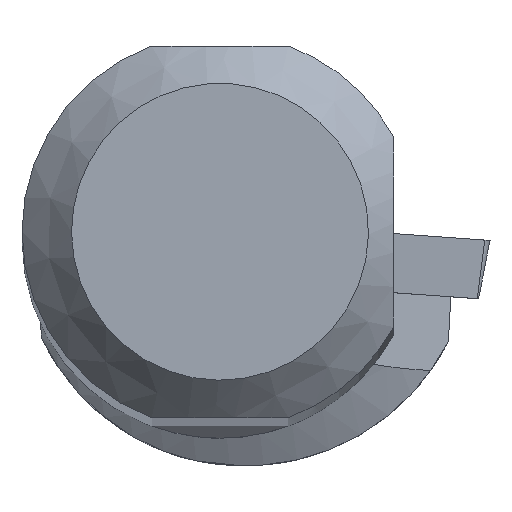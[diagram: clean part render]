
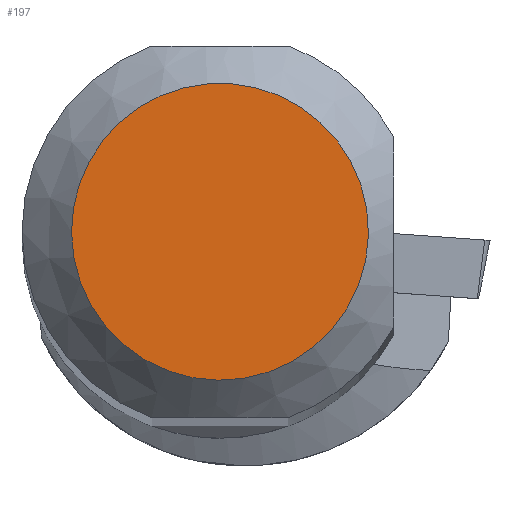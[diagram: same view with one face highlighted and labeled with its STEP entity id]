
A CAD part, top view. The second image highlights one B-rep face of the part: STEP entity #197.
In plain terms, the highlighted planar face has unit normal (0, 0, 1).
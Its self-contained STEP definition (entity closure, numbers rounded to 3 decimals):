
#155=FACE_OUTER_BOUND('',#387,.T.);
#197=ADVANCED_FACE('',(#155),#228,.T.);
#228=PLANE('',#1006);
#387=EDGE_LOOP('',(#554));
#554=ORIENTED_EDGE('',*,*,#805,.F.);
#705=VERTEX_POINT('',#1676);
#805=EDGE_CURVE('',#705,#705,#847,.T.);
#847=CIRCLE('',#1005,5.993);
#1005=AXIS2_PLACEMENT_3D('',#1675,#1212,#1213);
#1006=AXIS2_PLACEMENT_3D('',#1677,#1214,#1215);
#1212=DIRECTION('',(0.,0.,-1.));
#1213=DIRECTION('',(-1.,0.,0.));
#1214=DIRECTION('',(0.,0.,1.));
#1215=DIRECTION('',(-1.,0.,0.));
#1675=CARTESIAN_POINT('',(0.,0.,0.));
#1676=CARTESIAN_POINT('',(-5.993,0.,0.));
#1677=CARTESIAN_POINT('',(0.,0.,
0.));
